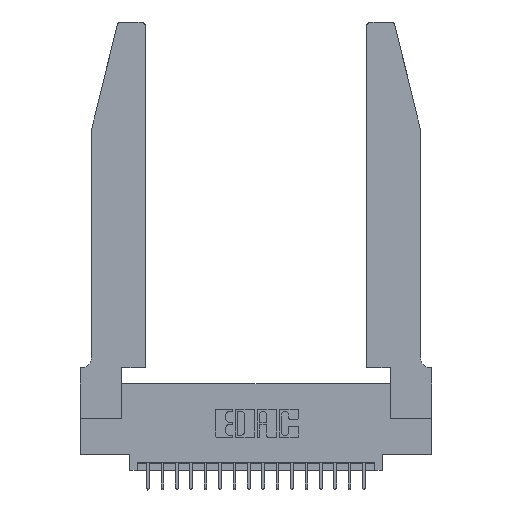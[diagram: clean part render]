
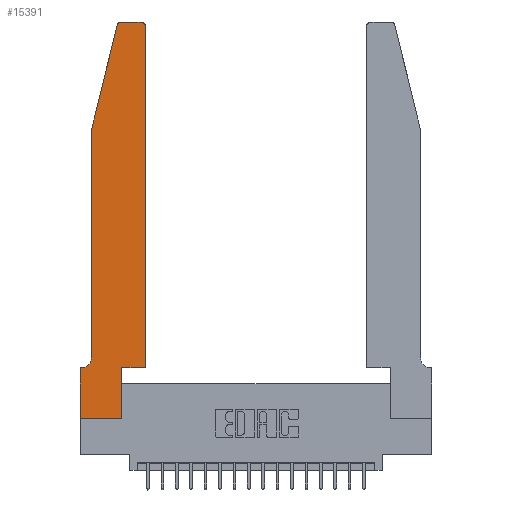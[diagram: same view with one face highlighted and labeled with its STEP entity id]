
A CAD part, top view. The second image highlights one B-rep face of the part: STEP entity #15391.
In plain terms, the highlighted planar face has unit normal (0, 0, 1).
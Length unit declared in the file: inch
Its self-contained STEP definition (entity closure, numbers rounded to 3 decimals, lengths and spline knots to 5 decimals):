
#190 = ORIENTED_EDGE ( 'NONE', *, *, #1351, .T. ) ;
#243 = DIRECTION ( 'NONE',  ( -1., 0., 0. ) ) ;
#465 = CARTESIAN_POINT ( 'NONE',  ( 0.4205, 2.72, 0.37 ) ) ;
#533 = AXIS2_PLACEMENT_3D ( 'NONE', #3533, #1826, #3642 ) ;
#1272 = ORIENTED_EDGE ( 'NONE', *, *, #17542, .T. ) ;
#1351 = EDGE_CURVE ( 'NONE', #9964, #10988, #3609, .T. ) ;
#1507 = ORIENTED_EDGE ( 'NONE', *, *, #15928, .T. ) ;
#1532 = AXIS2_PLACEMENT_3D ( 'NONE', #465, #18480, #10190 ) ;
#1826 = DIRECTION ( 'NONE',  ( 0., 0., 1. ) ) ;
#1999 = CARTESIAN_POINT ( 'NONE',  ( 0.0755, 0.42, 0.37 ) ) ;
#2483 = AXIS2_PLACEMENT_3D ( 'NONE', #13369, #11779, #243 ) ;
#2557 = ORIENTED_EDGE ( 'NONE', *, *, #13180, .T. ) ;
#2663 = VECTOR ( 'NONE', #5320, 39.37008 ) ;
#2807 = CARTESIAN_POINT ( 'NONE',  ( 0.284, 2.72, 0.37 ) ) ;
#2843 = CARTESIAN_POINT ( 'NONE',  ( 0.4505, 0.35, 0.37 ) ) ;
#2875 = VERTEX_POINT ( 'NONE', #3994 ) ;
#3130 = CARTESIAN_POINT ( 'NONE',  ( 0., 0., 0.37 ) ) ;
#3177 = CIRCLE ( 'NONE', #2483, 0.07 ) ;
#3231 = CARTESIAN_POINT ( 'NONE',  ( 0.0755, 0.35, 0.37 ) ) ;
#3274 = CARTESIAN_POINT ( 'NONE',  ( 0.2865, 0.35, 0.37 ) ) ;
#3523 = VERTEX_POINT ( 'NONE', #17874 ) ;
#3533 = CARTESIAN_POINT ( 'NONE',  ( 0., 0.35, 0.37 ) ) ;
#3609 = LINE ( 'NONE', #16179, #8955 ) ;
#3642 = DIRECTION ( 'NONE',  ( 1., 0., 0. ) ) ;
#3839 = CARTESIAN_POINT ( 'NONE',  ( 0., 0.35, 0.37 ) ) ;
#3942 = LINE ( 'NONE', #10138, #18223 ) ;
#3994 = CARTESIAN_POINT ( 'NONE',  ( 0.4505, 2.72, 0.37 ) ) ;
#4620 = LINE ( 'NONE', #3130, #14836 ) ;
#4674 = LINE ( 'NONE', #3274, #5042 ) ;
#4722 = DIRECTION ( 'NONE',  ( 0., -1., 0. ) ) ;
#5042 = VECTOR ( 'NONE', #7656, 39.37008 ) ;
#5112 = EDGE_CURVE ( 'NONE', #12744, #8514, #20009, .T. ) ;
#5114 = CARTESIAN_POINT ( 'NONE',  ( 0.4505, 0.35, 0.37 ) ) ;
#5320 = DIRECTION ( 'NONE',  ( 0., 1., 0. ) ) ;
#5454 = FACE_OUTER_BOUND ( 'NONE', #17668, .T. ) ;
#5623 = EDGE_CURVE ( 'NONE', #14910, #9418, #17325, .T. ) ;
#5648 = VERTEX_POINT ( 'NONE', #11771 ) ;
#6112 = DIRECTION ( 'NONE',  ( 1., 0., 0. ) ) ;
#6129 = ORIENTED_EDGE ( 'NONE', *, *, #15157, .T. ) ;
#6143 = CARTESIAN_POINT ( 'NONE',  ( 0.284, 2.75, 0.37 ) ) ;
#6298 = VECTOR ( 'NONE', #16807, 39.37008 ) ;
#6713 = DIRECTION ( 'NONE',  ( -0.239, -0.971, 0. ) ) ;
#7656 = DIRECTION ( 'NONE',  ( 0., 1., 0. ) ) ;
#7773 = CARTESIAN_POINT ( 'NONE',  ( 0.25487, 2.72718, 0.37 ) ) ;
#8514 = VERTEX_POINT ( 'NONE', #6143 ) ;
#8955 = VECTOR ( 'NONE', #19689, 39.37008 ) ;
#9205 = CARTESIAN_POINT ( 'NONE',  ( 0.0755, 2., 0.37 ) ) ;
#9418 = VERTEX_POINT ( 'NONE', #1999 ) ;
#9453 = CARTESIAN_POINT ( 'NONE',  ( 0.4205, 2.75, 0.37 ) ) ;
#9501 = CARTESIAN_POINT ( 'NONE',  ( 0.2865, 0., 0.37 ) ) ;
#9964 = VERTEX_POINT ( 'NONE', #16688 ) ;
#10138 = CARTESIAN_POINT ( 'NONE',  ( 0.0755, 2., 0.37 ) ) ;
#10190 = DIRECTION ( 'NONE',  ( 1., 0., 0. ) ) ;
#10399 = EDGE_CURVE ( 'NONE', #9418, #3523, #3177, .T. ) ;
#10988 = VERTEX_POINT ( 'NONE', #2843 ) ;
#11520 = ORIENTED_EDGE ( 'NONE', *, *, #5623, .T. ) ;
#11771 = CARTESIAN_POINT ( 'NONE',  ( 0., 0., 0.37 ) ) ;
#11779 = DIRECTION ( 'NONE',  ( 0., 0., -1. ) ) ;
#11986 = DIRECTION ( 'NONE',  ( -1., 0., 0. ) ) ;
#12154 = CIRCLE ( 'NONE', #1532, 0.03 ) ;
#12211 = VERTEX_POINT ( 'NONE', #7773 ) ;
#12687 = AXIS2_PLACEMENT_3D ( 'NONE', #2807, #20698, #6112 ) ;
#12744 = VERTEX_POINT ( 'NONE', #9453 ) ;
#13180 = EDGE_CURVE ( 'NONE', #8514, #12211, #20129, .T. ) ;
#13369 = CARTESIAN_POINT ( 'NONE',  ( 0.0055, 0.42, 0.37 ) ) ;
#13430 = LINE ( 'NONE', #5114, #2663 ) ;
#14243 = EDGE_CURVE ( 'NONE', #2875, #12744, #12154, .T. ) ;
#14651 = EDGE_CURVE ( 'NONE', #3523, #15246, #17811, .T. ) ;
#14836 = VECTOR ( 'NONE', #4722, 39.37008 ) ;
#14892 = VECTOR ( 'NONE', #17221, 39.37008 ) ;
#14910 = VERTEX_POINT ( 'NONE', #9205 ) ;
#15157 = EDGE_CURVE ( 'NONE', #12211, #14910, #3942, .T. ) ;
#15211 = VECTOR ( 'NONE', #18847, 39.37008 ) ;
#15246 = VERTEX_POINT ( 'NONE', #3839 ) ;
#15254 = PLANE ( 'NONE',  #533 ) ;
#15391 = ADVANCED_FACE ( 'NONE', ( #5454 ), #15254, .T. ) ;
#15419 = CARTESIAN_POINT ( 'NONE',  ( 0., 0., 0.37 ) ) ;
#15515 = LINE ( 'NONE', #15419, #6298 ) ;
#15529 = CARTESIAN_POINT ( 'NONE',  ( 0.0755, 2., 0.37 ) ) ;
#15928 = EDGE_CURVE ( 'NONE', #10988, #2875, #13430, .T. ) ;
#15984 = ORIENTED_EDGE ( 'NONE', *, *, #14651, .T. ) ;
#16179 = CARTESIAN_POINT ( 'NONE',  ( 0.4505, 0.35, 0.37 ) ) ;
#16605 = ORIENTED_EDGE ( 'NONE', *, *, #5112, .T. ) ;
#16688 = CARTESIAN_POINT ( 'NONE',  ( 0.2865, 0.35, 0.37 ) ) ;
#16807 = DIRECTION ( 'NONE',  ( 1., 0., 0. ) ) ;
#16951 = ORIENTED_EDGE ( 'NONE', *, *, #20608, .T. ) ;
#17221 = DIRECTION ( 'NONE',  ( 0., -1., 0. ) ) ;
#17325 = LINE ( 'NONE', #15529, #14892 ) ;
#17542 = EDGE_CURVE ( 'NONE', #5648, #20105, #15515, .T. ) ;
#17668 = EDGE_LOOP ( 'NONE', ( #16605, #2557, #6129, #11520, #19841, #15984, #17837, #1272, #16951, #190, #1507, #20250 ) ) ;
#17811 = LINE ( 'NONE', #3231, #18190 ) ;
#17837 = ORIENTED_EDGE ( 'NONE', *, *, #19026, .T. ) ;
#17874 = CARTESIAN_POINT ( 'NONE',  ( 0.0055, 0.35, 0.37 ) ) ;
#18190 = VECTOR ( 'NONE', #11986, 39.37008 ) ;
#18223 = VECTOR ( 'NONE', #6713, 39.37008 ) ;
#18480 = DIRECTION ( 'NONE',  ( 0., 0., 1. ) ) ;
#18847 = DIRECTION ( 'NONE',  ( -1., 0., 0. ) ) ;
#19026 = EDGE_CURVE ( 'NONE', #15246, #5648, #4620, .T. ) ;
#19689 = DIRECTION ( 'NONE',  ( 1., 0., 0. ) ) ;
#19841 = ORIENTED_EDGE ( 'NONE', *, *, #10399, .T. ) ;
#20009 = LINE ( 'NONE', #20430, #15211 ) ;
#20105 = VERTEX_POINT ( 'NONE', #9501 ) ;
#20129 = CIRCLE ( 'NONE', #12687, 0.03 ) ;
#20250 = ORIENTED_EDGE ( 'NONE', *, *, #14243, .T. ) ;
#20430 = CARTESIAN_POINT ( 'NONE',  ( 0.2605, 2.75, 0.37 ) ) ;
#20608 = EDGE_CURVE ( 'NONE', #20105, #9964, #4674, .T. ) ;
#20698 = DIRECTION ( 'NONE',  ( 0., 0., 1. ) ) ;
